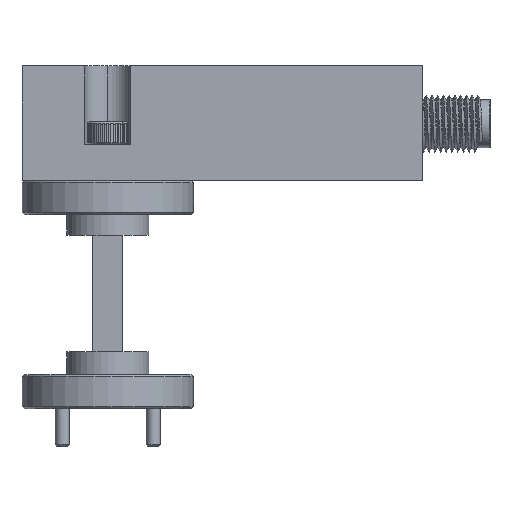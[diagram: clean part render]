
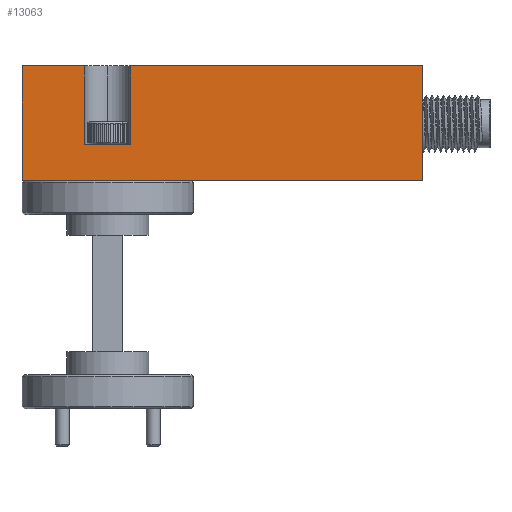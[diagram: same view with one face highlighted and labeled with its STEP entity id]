
A CAD part, left-side view. The second image highlights one B-rep face of the part: STEP entity #13063.
In plain terms, the highlighted planar face has unit normal (-1, 0, 0).
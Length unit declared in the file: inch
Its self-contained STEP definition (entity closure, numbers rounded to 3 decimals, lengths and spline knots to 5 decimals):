
#383 = LINE ( 'NONE', #41934, #23250 ) ;
#646 = LINE ( 'NONE', #10871, #1645 ) ;
#1645 = VECTOR ( 'NONE', #23391, 39.37008 ) ;
#2121 = DIRECTION ( 'NONE',  ( 1., 0., 0. ) ) ;
#5013 = LINE ( 'NONE', #18002, #21760 ) ;
#5829 = EDGE_CURVE ( 'NONE', #10756, #31892, #12395, .T. ) ;
#6335 = VECTOR ( 'NONE', #29265, 39.37008 ) ;
#7259 = PLANE ( 'NONE',  #18633 ) ;
#9722 = ORIENTED_EDGE ( 'NONE', *, *, #32030, .F. ) ;
#9729 = ORIENTED_EDGE ( 'NONE', *, *, #5829, .F. ) ;
#9928 = ORIENTED_EDGE ( 'NONE', *, *, #41415, .F. ) ;
#10171 = CARTESIAN_POINT ( 'NONE',  ( -1.33625, 1.05587, 0.3018 ) ) ;
#10276 = DIRECTION ( 'NONE',  ( 0., 0., -1. ) ) ;
#10756 = VERTEX_POINT ( 'NONE', #22697 ) ;
#10871 = CARTESIAN_POINT ( 'NONE',  ( -1.33625, 0.45587, 0.3018 ) ) ;
#12395 = LINE ( 'NONE', #18940, #18768 ) ;
#13063 = ADVANCED_FACE ( 'NONE', ( #36464 ), #7259, .F. ) ;
#13313 = LINE ( 'NONE', #35875, #27717 ) ;
#13425 = VERTEX_POINT ( 'NONE', #25775 ) ;
#13828 = EDGE_CURVE ( 'NONE', #32949, #35457, #646, .T. ) ;
#14370 = ORIENTED_EDGE ( 'NONE', *, *, #19106, .F. ) ;
#16119 = ORIENTED_EDGE ( 'NONE', *, *, #36601, .F. ) ;
#16265 = CARTESIAN_POINT ( 'NONE',  ( -1.33625, -0.41913, -0.1982 ) ) ;
#18002 = CARTESIAN_POINT ( 'NONE',  ( -1.33625, 0.45587, 0.3018 ) ) ;
#18633 = AXIS2_PLACEMENT_3D ( 'NONE', #37085, #2121, #24867 ) ;
#18689 = LINE ( 'NONE', #32082, #40536 ) ;
#18768 = VECTOR ( 'NONE', #38381, 39.37008 ) ;
#18940 = CARTESIAN_POINT ( 'NONE',  ( -1.33625, 1.33087, -0.1982 ) ) ;
#19106 = EDGE_CURVE ( 'NONE', #22203, #35457, #24401, .T. ) ;
#19255 = VECTOR ( 'NONE', #21843, 39.37008 ) ;
#20197 = VERTEX_POINT ( 'NONE', #16265 ) ;
#20682 = ORIENTED_EDGE ( 'NONE', *, *, #13828, .T. ) ;
#21670 = ORIENTED_EDGE ( 'NONE', *, *, #27568, .T. ) ;
#21760 = VECTOR ( 'NONE', #27336, 39.37008 ) ;
#21843 = DIRECTION ( 'NONE',  ( 0., 0., 1. ) ) ;
#22015 = LINE ( 'NONE', #41876, #6335 ) ;
#22203 = VERTEX_POINT ( 'NONE', #36237 ) ;
#22254 = EDGE_LOOP ( 'NONE', ( #9928, #21670, #25687, #9729, #16119, #9722, #20682, #14370 ) ) ;
#22697 = CARTESIAN_POINT ( 'NONE',  ( -1.33625, 1.33087, -0.1982 ) ) ;
#23250 = VECTOR ( 'NONE', #42128, 39.37008 ) ;
#23391 = DIRECTION ( 'NONE',  ( 0., 1., 0. ) ) ;
#24401 = LINE ( 'NONE', #27395, #19255 ) ;
#24867 = DIRECTION ( 'NONE',  ( 0., 0., -1. ) ) ;
#25687 = ORIENTED_EDGE ( 'NONE', *, *, #26260, .T. ) ;
#25775 = CARTESIAN_POINT ( 'NONE',  ( -1.33625, 1.05587, -0.0432 ) ) ;
#26260 = EDGE_CURVE ( 'NONE', #41219, #31892, #5013, .T. ) ;
#27336 = DIRECTION ( 'NONE',  ( 0., 1., 0. ) ) ;
#27395 = CARTESIAN_POINT ( 'NONE',  ( -1.33625, 0.85587, -0.0432 ) ) ;
#27568 = EDGE_CURVE ( 'NONE', #13425, #41219, #22015, .T. ) ;
#27717 = VECTOR ( 'NONE', #10276, 39.37008 ) ;
#28902 = DIRECTION ( 'NONE',  ( 0., -1., 0. ) ) ;
#29265 = DIRECTION ( 'NONE',  ( 0., 0., 1. ) ) ;
#31437 = CARTESIAN_POINT ( 'NONE',  ( -1.33625, -0.41913, 0.3018 ) ) ;
#31892 = VERTEX_POINT ( 'NONE', #36118 ) ;
#32030 = EDGE_CURVE ( 'NONE', #32949, #20197, #13313, .T. ) ;
#32082 = CARTESIAN_POINT ( 'NONE',  ( -1.33625, 1.05587, -0.0432 ) ) ;
#32949 = VERTEX_POINT ( 'NONE', #31437 ) ;
#35457 = VERTEX_POINT ( 'NONE', #36765 ) ;
#35875 = CARTESIAN_POINT ( 'NONE',  ( -1.33625, -0.41913, 0.3018 ) ) ;
#36118 = CARTESIAN_POINT ( 'NONE',  ( -1.33625, 1.33087, 0.3018 ) ) ;
#36237 = CARTESIAN_POINT ( 'NONE',  ( -1.33625, 0.85587, -0.0432 ) ) ;
#36464 = FACE_OUTER_BOUND ( 'NONE', #22254, .T. ) ;
#36601 = EDGE_CURVE ( 'NONE', #20197, #10756, #383, .T. ) ;
#36765 = CARTESIAN_POINT ( 'NONE',  ( -1.33625, 0.85587, 0.3018 ) ) ;
#37085 = CARTESIAN_POINT ( 'NONE',  ( -1.33625, -0.12863, -0.1982 ) ) ;
#38381 = DIRECTION ( 'NONE',  ( 0., 0., 1. ) ) ;
#40536 = VECTOR ( 'NONE', #28902, 39.37008 ) ;
#41219 = VERTEX_POINT ( 'NONE', #10171 ) ;
#41415 = EDGE_CURVE ( 'NONE', #13425, #22203, #18689, .T. ) ;
#41876 = CARTESIAN_POINT ( 'NONE',  ( -1.33625, 1.05587, -0.0432 ) ) ;
#41934 = CARTESIAN_POINT ( 'NONE',  ( -1.33625, -0.12863, -0.1982 ) ) ;
#42128 = DIRECTION ( 'NONE',  ( 0., 1., 0. ) ) ;
